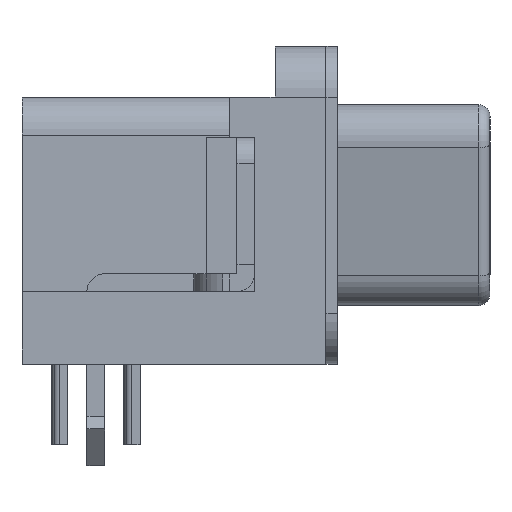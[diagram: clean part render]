
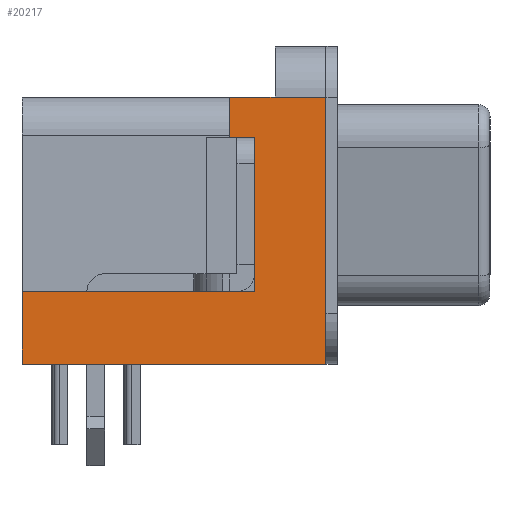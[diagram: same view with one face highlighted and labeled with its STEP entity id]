
A CAD part, left-side view. The second image highlights one B-rep face of the part: STEP entity #20217.
In plain terms, the highlighted planar face has unit normal (-1, 0, 0).
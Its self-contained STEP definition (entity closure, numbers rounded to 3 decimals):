
#1142=LINE('',#30059,#3688);
#1156=LINE('',#30094,#3702);
#1164=LINE('',#30114,#3710);
#1172=LINE('',#30137,#3718);
#1173=LINE('',#30139,#3719);
#1174=LINE('',#30141,#3720);
#1175=LINE('',#30143,#3721);
#1176=LINE('',#30144,#3722);
#1177=LINE('',#30146,#3723);
#3688=VECTOR('',#23962,1000.);
#3702=VECTOR('',#23984,1000.);
#3710=VECTOR('',#24000,1000.);
#3718=VECTOR('',#24020,1000.);
#3719=VECTOR('',#24021,1000.);
#3720=VECTOR('',#24022,1000.);
#3721=VECTOR('',#24023,1000.);
#3722=VECTOR('',#24024,1000.);
#3723=VECTOR('',#24025,1000.);
#6437=ORIENTED_EDGE('',*,*,#12127,.T.);
#6438=ORIENTED_EDGE('',*,*,#12166,.T.);
#6439=ORIENTED_EDGE('',*,*,#12167,.T.);
#6440=ORIENTED_EDGE('',*,*,#12168,.T.);
#6441=ORIENTED_EDGE('',*,*,#12169,.F.);
#6442=ORIENTED_EDGE('',*,*,#12144,.T.);
#6443=ORIENTED_EDGE('',*,*,#12170,.T.);
#6444=ORIENTED_EDGE('',*,*,#12171,.T.);
#6445=ORIENTED_EDGE('',*,*,#12155,.T.);
#12127=EDGE_CURVE('',#14956,#14955,#1142,.T.);
#12144=EDGE_CURVE('',#14970,#14972,#1156,.T.);
#12155=EDGE_CURVE('',#14981,#14956,#1164,.T.);
#12166=EDGE_CURVE('',#14955,#14990,#1172,.T.);
#12167=EDGE_CURVE('',#14990,#14991,#1173,.T.);
#12168=EDGE_CURVE('',#14991,#14992,#1174,.T.);
#12169=EDGE_CURVE('',#14970,#14992,#1175,.T.);
#12170=EDGE_CURVE('',#14972,#14993,#1176,.T.);
#12171=EDGE_CURVE('',#14993,#14981,#1177,.T.);
#14955=VERTEX_POINT('',#30058);
#14956=VERTEX_POINT('',#30060);
#14970=VERTEX_POINT('',#30089);
#14972=VERTEX_POINT('',#30093);
#14981=VERTEX_POINT('',#30115);
#14990=VERTEX_POINT('',#30138);
#14991=VERTEX_POINT('',#30140);
#14992=VERTEX_POINT('',#30142);
#14993=VERTEX_POINT('',#30145);
#16678=EDGE_LOOP('',(#6437,#6438,#6439,#6440,#6441,#6442,#6443,#6444,#6445));
#18038=FACE_BOUND('',#16678,.T.);
#19281=PLANE('',#21611);
#20217=ADVANCED_FACE('',(#18038),#19281,.T.);
#21611=AXIS2_PLACEMENT_3D('',#30136,#24018,#24019);
#23962=DIRECTION('',(0.,0.,1.));
#23984=DIRECTION('',(0.,0.,-1.));
#24000=DIRECTION('',(0.,-1.,0.));
#24018=DIRECTION('',(-1.,0.,0.));
#24019=DIRECTION('',(0.,0.,1.));
#24020=DIRECTION('',(0.,1.,0.));
#24021=DIRECTION('',(0.,1.,0.));
#24022=DIRECTION('',(0.,0.,-1.));
#24023=DIRECTION('',(0.,1.,0.));
#24024=DIRECTION('',(0.,1.,0.));
#24025=DIRECTION('',(0.,0.,-1.));
#30058=CARTESIAN_POINT('',(-34.7,-5.975,4.25));
#30059=CARTESIAN_POINT('',(-34.7,-5.975,-6.25));
#30060=CARTESIAN_POINT('',(-34.7,-5.975,-6.25));
#30089=CARTESIAN_POINT('',(-34.7,-3.175,2.65));
#30093=CARTESIAN_POINT('',(-34.7,-3.175,-3.4));
#30094=CARTESIAN_POINT('',(-34.7,-3.175,2.65));
#30114=CARTESIAN_POINT('',(-34.7,5.975,-6.25));
#30115=CARTESIAN_POINT('',(-34.7,5.975,-6.25));
#30136=CARTESIAN_POINT('',(-34.7,0.,0.));
#30137=CARTESIAN_POINT('',(-34.7,0.,4.25));
#30138=CARTESIAN_POINT('',(-34.7,-3.975,4.25));
#30139=CARTESIAN_POINT('',(-34.7,-3.975,4.25));
#30140=CARTESIAN_POINT('',(-34.7,-2.175,4.25));
#30141=CARTESIAN_POINT('',(-34.7,-2.175,4.25));
#30142=CARTESIAN_POINT('',(-34.7,-2.175,2.65));
#30143=CARTESIAN_POINT('',(-34.7,-3.175,2.65));
#30144=CARTESIAN_POINT('',(-34.7,-2.175,-3.4));
#30145=CARTESIAN_POINT('',(-34.7,5.975,-3.4));
#30146=CARTESIAN_POINT('',(-34.7,5.975,4.25));
